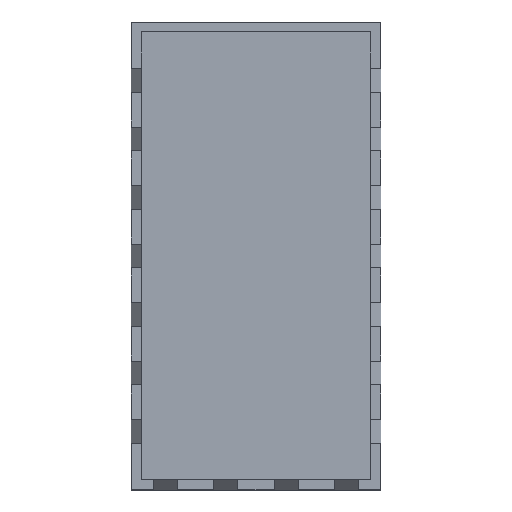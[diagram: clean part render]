
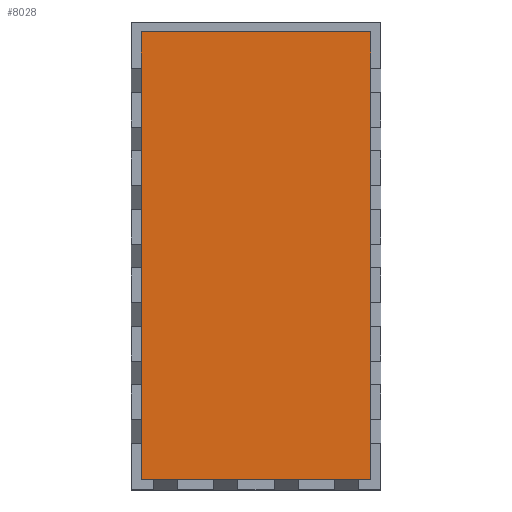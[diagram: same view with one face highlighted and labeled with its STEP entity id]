
A CAD part, top view. The second image highlights one B-rep face of the part: STEP entity #8028.
In plain terms, the highlighted planar face has unit normal (0, 0, 1).
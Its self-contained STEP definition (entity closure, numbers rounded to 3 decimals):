
#1497 = PLANE('',#1498);
#1498 = AXIS2_PLACEMENT_3D('',#1499,#1500,#1501);
#1499 = CARTESIAN_POINT('',(8.738,-17.038,1.57));
#1500 = DIRECTION('',(0.,-1.,0.));
#1501 = DIRECTION('',(-1.,0.,0.));
#1523 = PLANE('',#1524);
#1524 = AXIS2_PLACEMENT_3D('',#1525,#1526,#1527);
#1525 = CARTESIAN_POINT('',(-8.738,-17.038,1.57));
#1526 = DIRECTION('',(-1.,0.,0.));
#1527 = DIRECTION('',(0.,1.,0.));
#2636 = PLANE('',#2637);
#2637 = AXIS2_PLACEMENT_3D('',#2638,#2639,#2640);
#2638 = CARTESIAN_POINT('',(-8.738,17.038,1.57));
#2639 = DIRECTION('',(0.,1.,0.));
#2640 = DIRECTION('',(1.,0.,0.));
#2664 = PLANE('',#2665);
#2665 = AXIS2_PLACEMENT_3D('',#2666,#2667,#2668);
#2666 = CARTESIAN_POINT('',(8.738,17.038,1.57));
#2667 = DIRECTION('',(1.,0.,0.));
#2668 = DIRECTION('',(0.,-1.,0.));
#4460 = VERTEX_POINT('',#4461);
#4461 = CARTESIAN_POINT('',(-8.738,-17.038,4.11));
#4482 = EDGE_CURVE('',#4460,#4483,#4485,.T.);
#4483 = VERTEX_POINT('',#4484);
#4484 = CARTESIAN_POINT('',(-8.738,17.038,4.11));
#4485 = SURFACE_CURVE('',#4486,(#4490,#4497),.PCURVE_S1.);
#4486 = LINE('',#4487,#4488);
#4487 = CARTESIAN_POINT('',(-8.738,-17.038,4.11));
#4488 = VECTOR('',#4489,1.);
#4489 = DIRECTION('',(0.,1.,0.));
#4490 = PCURVE('',#1523,#4491);
#4491 = DEFINITIONAL_REPRESENTATION('',(#4492),#4496);
#4492 = LINE('',#4493,#4494);
#4493 = CARTESIAN_POINT('',(0.,-2.54));
#4494 = VECTOR('',#4495,1.);
#4495 = DIRECTION('',(1.,0.));
#4496 = ( GEOMETRIC_REPRESENTATION_CONTEXT(2) 
PARAMETRIC_REPRESENTATION_CONTEXT() REPRESENTATION_CONTEXT('2D SPACE',''
  ) );
#4497 = PCURVE('',#4498,#4503);
#4498 = PLANE('',#4499);
#4499 = AXIS2_PLACEMENT_3D('',#4500,#4501,#4502);
#4500 = CARTESIAN_POINT('',(0.,0.,4.11));
#4501 = DIRECTION('',(0.,0.,1.));
#4502 = DIRECTION('',(0.,1.,0.));
#4503 = DEFINITIONAL_REPRESENTATION('',(#4504),#4508);
#4504 = LINE('',#4505,#4506);
#4505 = CARTESIAN_POINT('',(-17.038,8.738));
#4506 = VECTOR('',#4507,1.);
#4507 = DIRECTION('',(1.,0.));
#4508 = ( GEOMETRIC_REPRESENTATION_CONTEXT(2) 
PARAMETRIC_REPRESENTATION_CONTEXT() REPRESENTATION_CONTEXT('2D SPACE',''
  ) );
#4672 = VERTEX_POINT('',#4673);
#4673 = CARTESIAN_POINT('',(8.738,-17.038,4.11));
#4694 = EDGE_CURVE('',#4672,#4460,#4695,.T.);
#4695 = SURFACE_CURVE('',#4696,(#4700,#4707),.PCURVE_S1.);
#4696 = LINE('',#4697,#4698);
#4697 = CARTESIAN_POINT('',(8.738,-17.038,4.11));
#4698 = VECTOR('',#4699,1.);
#4699 = DIRECTION('',(-1.,0.,0.));
#4700 = PCURVE('',#1497,#4701);
#4701 = DEFINITIONAL_REPRESENTATION('',(#4702),#4706);
#4702 = LINE('',#4703,#4704);
#4703 = CARTESIAN_POINT('',(0.,-2.54));
#4704 = VECTOR('',#4705,1.);
#4705 = DIRECTION('',(1.,0.));
#4706 = ( GEOMETRIC_REPRESENTATION_CONTEXT(2) 
PARAMETRIC_REPRESENTATION_CONTEXT() REPRESENTATION_CONTEXT('2D SPACE',''
  ) );
#4707 = PCURVE('',#4498,#4708);
#4708 = DEFINITIONAL_REPRESENTATION('',(#4709),#4713);
#4709 = LINE('',#4710,#4711);
#4710 = CARTESIAN_POINT('',(-17.038,-8.738));
#4711 = VECTOR('',#4712,1.);
#4712 = DIRECTION('',(0.,1.));
#4713 = ( GEOMETRIC_REPRESENTATION_CONTEXT(2) 
PARAMETRIC_REPRESENTATION_CONTEXT() REPRESENTATION_CONTEXT('2D SPACE',''
  ) );
#7324 = VERTEX_POINT('',#7325);
#7325 = CARTESIAN_POINT('',(8.738,17.038,4.11));
#7346 = EDGE_CURVE('',#7324,#4672,#7347,.T.);
#7347 = SURFACE_CURVE('',#7348,(#7352,#7359),.PCURVE_S1.);
#7348 = LINE('',#7349,#7350);
#7349 = CARTESIAN_POINT('',(8.738,17.038,4.11));
#7350 = VECTOR('',#7351,1.);
#7351 = DIRECTION('',(0.,-1.,0.));
#7352 = PCURVE('',#2664,#7353);
#7353 = DEFINITIONAL_REPRESENTATION('',(#7354),#7358);
#7354 = LINE('',#7355,#7356);
#7355 = CARTESIAN_POINT('',(0.,-2.54));
#7356 = VECTOR('',#7357,1.);
#7357 = DIRECTION('',(1.,0.));
#7358 = ( GEOMETRIC_REPRESENTATION_CONTEXT(2) 
PARAMETRIC_REPRESENTATION_CONTEXT() REPRESENTATION_CONTEXT('2D SPACE',''
  ) );
#7359 = PCURVE('',#4498,#7360);
#7360 = DEFINITIONAL_REPRESENTATION('',(#7361),#7365);
#7361 = LINE('',#7362,#7363);
#7362 = CARTESIAN_POINT('',(17.038,-8.738));
#7363 = VECTOR('',#7364,1.);
#7364 = DIRECTION('',(-1.,0.));
#7365 = ( GEOMETRIC_REPRESENTATION_CONTEXT(2) 
PARAMETRIC_REPRESENTATION_CONTEXT() REPRESENTATION_CONTEXT('2D SPACE',''
  ) );
#7701 = EDGE_CURVE('',#4483,#7324,#7702,.T.);
#7702 = SURFACE_CURVE('',#7703,(#7707,#7714),.PCURVE_S1.);
#7703 = LINE('',#7704,#7705);
#7704 = CARTESIAN_POINT('',(-8.738,17.038,4.11));
#7705 = VECTOR('',#7706,1.);
#7706 = DIRECTION('',(1.,0.,0.));
#7707 = PCURVE('',#2636,#7708);
#7708 = DEFINITIONAL_REPRESENTATION('',(#7709),#7713);
#7709 = LINE('',#7710,#7711);
#7710 = CARTESIAN_POINT('',(0.,-2.54));
#7711 = VECTOR('',#7712,1.);
#7712 = DIRECTION('',(1.,0.));
#7713 = ( GEOMETRIC_REPRESENTATION_CONTEXT(2) 
PARAMETRIC_REPRESENTATION_CONTEXT() REPRESENTATION_CONTEXT('2D SPACE',''
  ) );
#7714 = PCURVE('',#4498,#7715);
#7715 = DEFINITIONAL_REPRESENTATION('',(#7716),#7720);
#7716 = LINE('',#7717,#7718);
#7717 = CARTESIAN_POINT('',(17.038,8.738));
#7718 = VECTOR('',#7719,1.);
#7719 = DIRECTION('',(0.,-1.));
#7720 = ( GEOMETRIC_REPRESENTATION_CONTEXT(2) 
PARAMETRIC_REPRESENTATION_CONTEXT() REPRESENTATION_CONTEXT('2D SPACE',''
  ) );
#8028 = ADVANCED_FACE('',(#8029),#4498,.T.);
#8029 = FACE_BOUND('',#8030,.F.);
#8030 = EDGE_LOOP('',(#8031,#8032,#8033,#8034));
#8031 = ORIENTED_EDGE('',*,*,#4482,.T.);
#8032 = ORIENTED_EDGE('',*,*,#7701,.T.);
#8033 = ORIENTED_EDGE('',*,*,#7346,.T.);
#8034 = ORIENTED_EDGE('',*,*,#4694,.T.);
